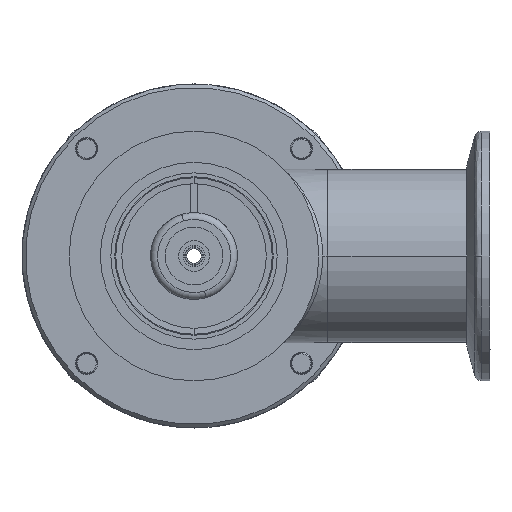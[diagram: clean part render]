
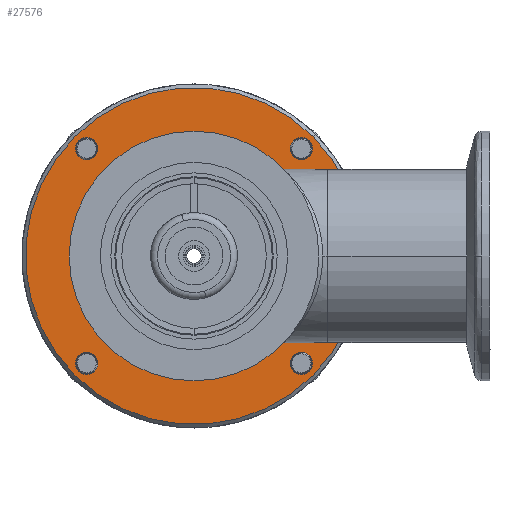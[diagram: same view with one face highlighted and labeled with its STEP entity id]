
A CAD part, front view. The second image highlights one B-rep face of the part: STEP entity #27576.
In plain terms, the highlighted planar face has unit normal (0, -1, 0).
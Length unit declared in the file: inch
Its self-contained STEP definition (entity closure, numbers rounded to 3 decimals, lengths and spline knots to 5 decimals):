
#136 = DIRECTION ( 'NONE',  ( 0., 1., 0. ) ) ;
#776 = EDGE_CURVE ( 'NONE', #5682, #10297, #31136, .T. ) ;
#1166 = CIRCLE ( 'NONE', #23724, 0.098 ) ;
#1421 = ORIENTED_EDGE ( 'NONE', *, *, #39859, .T. ) ;
#1460 = EDGE_CURVE ( 'NONE', #13399, #23191, #14406, .T. ) ;
#1847 = DIRECTION ( 'NONE',  ( -0.707, 0., -0.707 ) ) ;
#2216 = DIRECTION ( 'NONE',  ( 0.707, 0., -0.707 ) ) ;
#2740 = FACE_BOUND ( 'NONE', #8501, .T. ) ;
#2800 = AXIS2_PLACEMENT_3D ( 'NONE', #36972, #9398, #21663 ) ;
#2889 = CARTESIAN_POINT ( 'NONE',  ( 0.99737, -0.312, -0.99737 ) ) ;
#2934 = EDGE_LOOP ( 'NONE', ( #34081, #8115 ) ) ;
#3361 = DIRECTION ( 'NONE',  ( 0.707, 0., -0.707 ) ) ;
#3399 = EDGE_LOOP ( 'NONE', ( #11571, #13759 ) ) ;
#4911 = DIRECTION ( 'NONE',  ( -0.707, 0., 0.707 ) ) ;
#5054 = EDGE_CURVE ( 'NONE', #37078, #31058, #12200, .T. ) ;
#5626 = DIRECTION ( 'NONE',  ( 0.707, 0., -0.707 ) ) ;
#5682 = VERTEX_POINT ( 'NONE', #28896 ) ;
#6848 = ORIENTED_EDGE ( 'NONE', *, *, #15878, .T. ) ;
#7020 = AXIS2_PLACEMENT_3D ( 'NONE', #20960, #33264, #5626 ) ;
#7448 = ORIENTED_EDGE ( 'NONE', *, *, #30760, .T. ) ;
#7845 = DIRECTION ( 'NONE',  ( 0.707, 0., -0.707 ) ) ;
#8025 = DIRECTION ( 'NONE',  ( 0., 1., 0. ) ) ;
#8115 = ORIENTED_EDGE ( 'NONE', *, *, #776, .T. ) ;
#8501 = EDGE_LOOP ( 'NONE', ( #19153, #18207 ) ) ;
#8619 = AXIS2_PLACEMENT_3D ( 'NONE', #17581, #29868, #2216 ) ;
#9057 = CARTESIAN_POINT ( 'NONE',  ( 0., -0.312, 0. ) ) ;
#9110 = CIRCLE ( 'NONE', #31616, 1.0675 ) ;
#9398 = DIRECTION ( 'NONE',  ( 0., 1., 0. ) ) ;
#9777 = CIRCLE ( 'NONE', #27340, 0.098 ) ;
#10209 = CARTESIAN_POINT ( 'NONE',  ( -0.85878, -0.312, -0.99737 ) ) ;
#10297 = VERTEX_POINT ( 'NONE', #2889 ) ;
#10876 = EDGE_LOOP ( 'NONE', ( #34323, #19816 ) ) ;
#11211 = EDGE_CURVE ( 'NONE', #10297, #5682, #14382, .T. ) ;
#11250 = DIRECTION ( 'NONE',  ( 0., 1., 0. ) ) ;
#11312 = DIRECTION ( 'NONE',  ( 0.707, 0., -0.707 ) ) ;
#11571 = ORIENTED_EDGE ( 'NONE', *, *, #1460, .T. ) ;
#12067 = FACE_BOUND ( 'NONE', #17485, .T. ) ;
#12200 = CIRCLE ( 'NONE', #7020, 0.098 ) ;
#12485 = DIRECTION ( 'NONE',  ( 0.707, 0., -0.707 ) ) ;
#12597 = CARTESIAN_POINT ( 'NONE',  ( 0.99737, -0.312, 0.85878 ) ) ;
#13151 = AXIS2_PLACEMENT_3D ( 'NONE', #23154, #35445, #7845 ) ;
#13399 = VERTEX_POINT ( 'NONE', #28922 ) ;
#13502 = CARTESIAN_POINT ( 'NONE',  ( 0., -0.312, 0. ) ) ;
#13523 = CIRCLE ( 'NONE', #36000, 1.0675 ) ;
#13759 = ORIENTED_EDGE ( 'NONE', *, *, #33596, .T. ) ;
#13922 = CARTESIAN_POINT ( 'NONE',  ( 1.03061, -0.312, 1.03061 ) ) ;
#14382 = CIRCLE ( 'NONE', #13151, 0.098 ) ;
#14406 = CIRCLE ( 'NONE', #19551, 1.4575 ) ;
#15090 = FACE_BOUND ( 'NONE', #2934, .T. ) ;
#15878 = EDGE_CURVE ( 'NONE', #38665, #25399, #36598, .T. ) ;
#15887 = VERTEX_POINT ( 'NONE', #20571 ) ;
#15969 = CARTESIAN_POINT ( 'NONE',  ( -0.85878, -0.312, 0.85878 ) ) ;
#16180 = CIRCLE ( 'NONE', #38663, 0.098 ) ;
#17214 = CARTESIAN_POINT ( 'NONE',  ( 0., -0.312, 0. ) ) ;
#17485 = EDGE_LOOP ( 'NONE', ( #1421, #6848 ) ) ;
#17581 = CARTESIAN_POINT ( 'NONE',  ( 0.92808, -0.312, -0.92808 ) ) ;
#18207 = ORIENTED_EDGE ( 'NONE', *, *, #22079, .T. ) ;
#18725 = CARTESIAN_POINT ( 'NONE',  ( 0.92808, -0.312, 0.92808 ) ) ;
#18956 = VERTEX_POINT ( 'NONE', #33529 ) ;
#19153 = ORIENTED_EDGE ( 'NONE', *, *, #39893, .T. ) ;
#19237 = AXIS2_PLACEMENT_3D ( 'NONE', #26627, #38891, #11312 ) ;
#19551 = AXIS2_PLACEMENT_3D ( 'NONE', #17214, #29489, #1847 ) ;
#19816 = ORIENTED_EDGE ( 'NONE', *, *, #20572, .T. ) ;
#20149 = AXIS2_PLACEMENT_3D ( 'NONE', #13502, #25763, #38051 ) ;
#20214 = CIRCLE ( 'NONE', #2800, 0.098 ) ;
#20260 = CARTESIAN_POINT ( 'NONE',  ( 0., -0.312, 0. ) ) ;
#20307 = DIRECTION ( 'NONE',  ( 0.707, 0., -0.707 ) ) ;
#20571 = CARTESIAN_POINT ( 'NONE',  ( 0.85878, -0.312, 0.99737 ) ) ;
#20572 = EDGE_CURVE ( 'NONE', #15887, #21586, #1166, .T. ) ;
#20649 = CARTESIAN_POINT ( 'NONE',  ( -0.99737, -0.312, -0.85878 ) ) ;
#20960 = CARTESIAN_POINT ( 'NONE',  ( -0.92808, -0.312, -0.92808 ) ) ;
#21329 = DIRECTION ( 'NONE',  ( 0., -1., 0. ) ) ;
#21586 = VERTEX_POINT ( 'NONE', #12597 ) ;
#21663 = DIRECTION ( 'NONE',  ( 0.707, 0., -0.707 ) ) ;
#22079 = EDGE_CURVE ( 'NONE', #18956, #28665, #13523, .T. ) ;
#23154 = CARTESIAN_POINT ( 'NONE',  ( 0.92808, -0.312, -0.92808 ) ) ;
#23191 = VERTEX_POINT ( 'NONE', #13922 ) ;
#23529 = DIRECTION ( 'NONE',  ( -0.707, 0., 0.707 ) ) ;
#23724 = AXIS2_PLACEMENT_3D ( 'NONE', #18725, #31023, #3361 ) ;
#24339 = FACE_OUTER_BOUND ( 'NONE', #3399, .T. ) ;
#25399 = VERTEX_POINT ( 'NONE', #15969 ) ;
#25763 = DIRECTION ( 'NONE',  ( 0., -1., 0. ) ) ;
#26627 = CARTESIAN_POINT ( 'NONE',  ( -0.92808, -0.312, 0.92808 ) ) ;
#27340 = AXIS2_PLACEMENT_3D ( 'NONE', #27794, #136, #12485 ) ;
#27382 = FACE_BOUND ( 'NONE', #10876, .T. ) ;
#27513 = CARTESIAN_POINT ( 'NONE',  ( -0.99737, -0.312, 0.99737 ) ) ;
#27576 = ADVANCED_FACE ( 'NONE', ( #2740, #15090, #27382, #39651, #12067, #24339 ), #36629, .T. ) ;
#27794 = CARTESIAN_POINT ( 'NONE',  ( -0.92808, -0.312, -0.92808 ) ) ;
#28665 = VERTEX_POINT ( 'NONE', #33084 ) ;
#28896 = CARTESIAN_POINT ( 'NONE',  ( 0.85878, -0.312, -0.85878 ) ) ;
#28922 = CARTESIAN_POINT ( 'NONE',  ( -1.03061, -0.312, -1.03061 ) ) ;
#29462 = AXIS2_PLACEMENT_3D ( 'NONE', #9057, #21329, #33620 ) ;
#29489 = DIRECTION ( 'NONE',  ( 0., -1., 0. ) ) ;
#29868 = DIRECTION ( 'NONE',  ( 0., 1., 0. ) ) ;
#30760 = EDGE_CURVE ( 'NONE', #31058, #37078, #9777, .T. ) ;
#31023 = DIRECTION ( 'NONE',  ( 0., 1., 0. ) ) ;
#31058 = VERTEX_POINT ( 'NONE', #20649 ) ;
#31136 = CIRCLE ( 'NONE', #8619, 0.098 ) ;
#31616 = AXIS2_PLACEMENT_3D ( 'NONE', #38831, #11250, #23529 ) ;
#32556 = DIRECTION ( 'NONE',  ( 0., 1., 0. ) ) ;
#33084 = CARTESIAN_POINT ( 'NONE',  ( -0.75484, -0.312, 0.75484 ) ) ;
#33264 = DIRECTION ( 'NONE',  ( 0., 1., 0. ) ) ;
#33285 = EDGE_LOOP ( 'NONE', ( #37388, #7448 ) ) ;
#33529 = CARTESIAN_POINT ( 'NONE',  ( 0.75484, -0.312, -0.75484 ) ) ;
#33596 = EDGE_CURVE ( 'NONE', #23191, #13399, #37528, .T. ) ;
#33620 = DIRECTION ( 'NONE',  ( 0.707, 0., -0.707 ) ) ;
#34081 = ORIENTED_EDGE ( 'NONE', *, *, #11211, .T. ) ;
#34323 = ORIENTED_EDGE ( 'NONE', *, *, #35301, .T. ) ;
#35301 = EDGE_CURVE ( 'NONE', #21586, #15887, #20214, .T. ) ;
#35445 = DIRECTION ( 'NONE',  ( 0., 1., 0. ) ) ;
#35611 = CARTESIAN_POINT ( 'NONE',  ( -0.92808, -0.312, 0.92808 ) ) ;
#36000 = AXIS2_PLACEMENT_3D ( 'NONE', #20260, #32556, #4911 ) ;
#36598 = CIRCLE ( 'NONE', #19237, 0.098 ) ;
#36629 = PLANE ( 'NONE',  #29462 ) ;
#36972 = CARTESIAN_POINT ( 'NONE',  ( 0.92808, -0.312, 0.92808 ) ) ;
#37078 = VERTEX_POINT ( 'NONE', #10209 ) ;
#37388 = ORIENTED_EDGE ( 'NONE', *, *, #5054, .T. ) ;
#37528 = CIRCLE ( 'NONE', #20149, 1.4575 ) ;
#38051 = DIRECTION ( 'NONE',  ( -0.707, 0., -0.707 ) ) ;
#38663 = AXIS2_PLACEMENT_3D ( 'NONE', #35611, #8025, #20307 ) ;
#38665 = VERTEX_POINT ( 'NONE', #27513 ) ;
#38831 = CARTESIAN_POINT ( 'NONE',  ( 0., -0.312, 0. ) ) ;
#38891 = DIRECTION ( 'NONE',  ( 0., 1., 0. ) ) ;
#39651 = FACE_BOUND ( 'NONE', #33285, .T. ) ;
#39859 = EDGE_CURVE ( 'NONE', #25399, #38665, #16180, .T. ) ;
#39893 = EDGE_CURVE ( 'NONE', #28665, #18956, #9110, .T. ) ;
